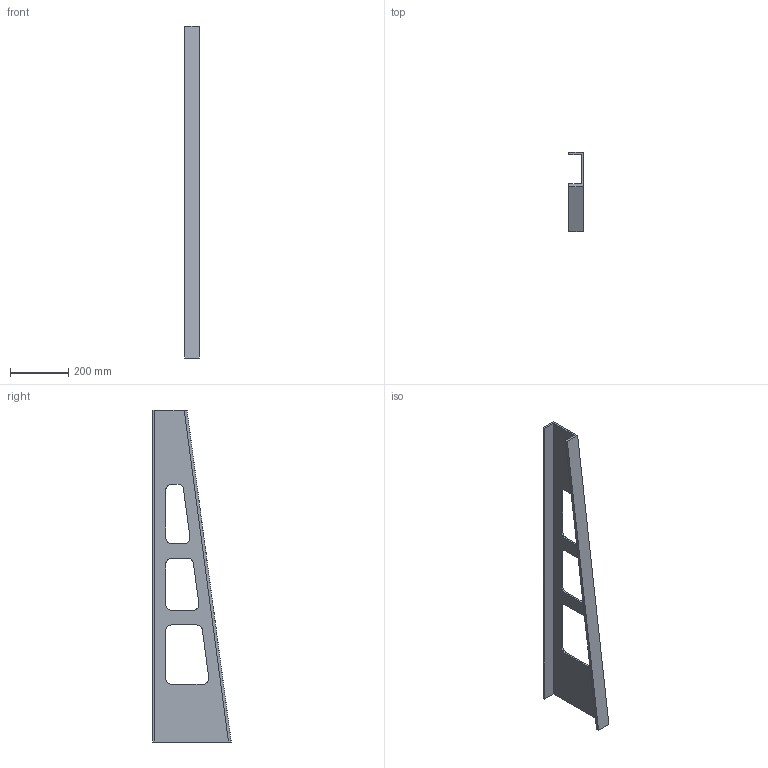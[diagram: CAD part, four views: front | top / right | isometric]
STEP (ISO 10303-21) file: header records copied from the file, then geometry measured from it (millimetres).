
FILE_DESCRIPTION (( 'STEP AP203' ), '1' );
FILE_NAME ('Car1217_0-.STEP', '2013-02-18T23:48:02', ( '' ), ( '' ), 'SwSTEP 2.0', 'SolidWorks 2011', '' );
FILE_SCHEMA (( 'CONFIG_CONTROL_DESIGN' ));
Length unit declared in the file: inch
Products named in the file (1): Car1217_0-
Bounding box: 50.06 x 269.33 x 1139.52 mm (x, y, z)
Volume: 1810426.3 mm3; surface area: 549166.9 mm2
Topology: 1 solids, 1 shells, 35 faces, 98 edges, 65 vertices
Faces by surface type: plane 23, cylinder 12
Entity records: 1219 total; most frequent: CARTESIAN_POINT 199, ORIENTED_EDGE 196, DIRECTION 194, EDGE_CURVE 98, LINE 74, VECTOR 74, VERTEX_POINT 65, AXIS2_PLACEMENT_3D 60
